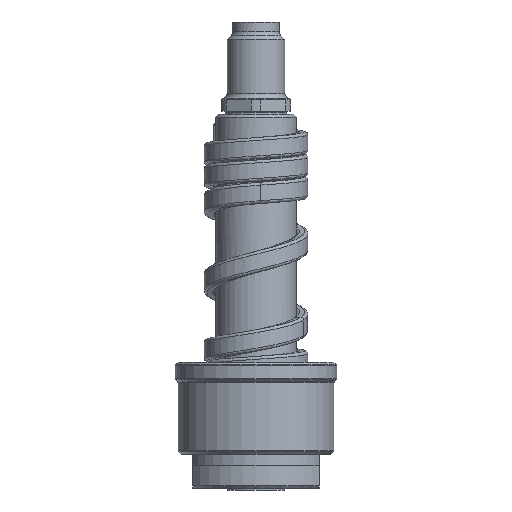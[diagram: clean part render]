
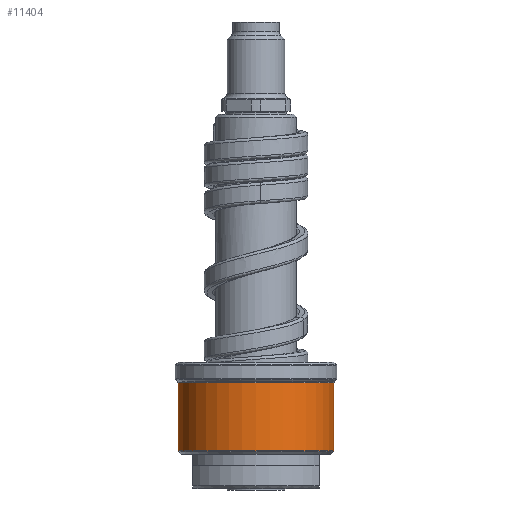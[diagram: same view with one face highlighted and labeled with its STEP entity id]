
A CAD part, front view. The second image highlights one B-rep face of the part: STEP entity #11404.
In plain terms, the highlighted cylindrical face has radius 13.5 mm (diameter 27 mm), a partial arc.
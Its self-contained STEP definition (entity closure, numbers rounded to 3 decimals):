
#3280=CARTESIAN_POINT('',(0.,0.,6.582));
#3281=DIRECTION('',(0.,0.,1.));
#3282=DIRECTION('',(-1.,0.,0.));
#3283=AXIS2_PLACEMENT_3D('',#3280,#3281,#3282);
#3285=DIRECTION('',(0.,0.,-1.));
#3286=VECTOR('',#3285,11.835);
#3287=CARTESIAN_POINT('',(-13.5,0.,18.417));
#3288=LINE('',#3287,#3286);
#3289=CARTESIAN_POINT('',(0.,0.,18.417));
#3290=DIRECTION('',(0.,0.,1.));
#3291=DIRECTION('',(-1.,0.,0.));
#3292=AXIS2_PLACEMENT_3D('',#3289,#3290,#3291);
#3294=DIRECTION('',(0.,0.,-1.));
#3295=VECTOR('',#3294,11.835);
#3296=CARTESIAN_POINT('',(13.5,0.,18.417));
#3297=LINE('',#3296,#3295);
#6375=CARTESIAN_POINT('',(13.5,0.,18.417));
#6376=CARTESIAN_POINT('',(-13.5,0.,18.417));
#6377=VERTEX_POINT('',#6375);
#6378=VERTEX_POINT('',#6376);
#6401=CARTESIAN_POINT('',(13.5,0.,6.582));
#6402=VERTEX_POINT('',#6401);
#6403=CARTESIAN_POINT('',(-13.5,0.,6.582));
#6404=VERTEX_POINT('',#6403);
#11392=CARTESIAN_POINT('',(0.,0.,5.2));
#11393=DIRECTION('',(0.,0.,1.));
#11394=DIRECTION('',(-1.,0.,0.));
#11395=AXIS2_PLACEMENT_3D('',#11392,#11393,#11394);
#11396=CYLINDRICAL_SURFACE('',#11395,13.5);
#11397=ORIENTED_EDGE('',*,*,#11349,.F.);
#11398=ORIENTED_EDGE('',*,*,#11383,.F.);
#11400=ORIENTED_EDGE('',*,*,#11399,.T.);
#11401=ORIENTED_EDGE('',*,*,#11379,.T.);
#11402=EDGE_LOOP('',(#11397,#11398,#11400,#11401));
#11403=FACE_OUTER_BOUND('',#11402,.F.);
#3284=CIRCLE('',#3283,13.5);
#3293=CIRCLE('',#3292,13.5);
#11349=EDGE_CURVE('',#6404,#6402,#3284,.T.);
#11379=EDGE_CURVE('',#6377,#6402,#3297,.T.);
#11383=EDGE_CURVE('',#6378,#6404,#3288,.T.);
#11399=EDGE_CURVE('',#6378,#6377,#3293,.T.);
#11404=ADVANCED_FACE('',(#11403),#11396,.T.);
